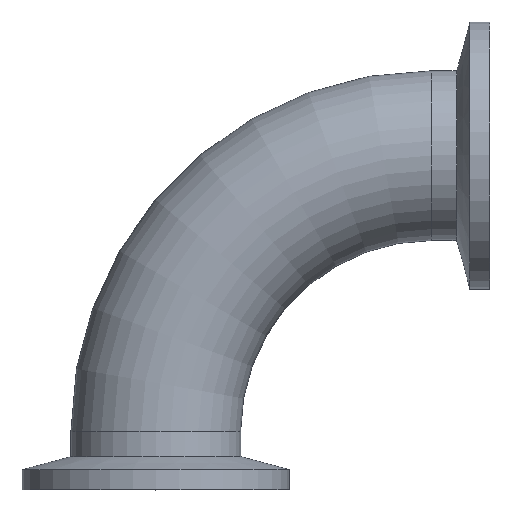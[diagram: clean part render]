
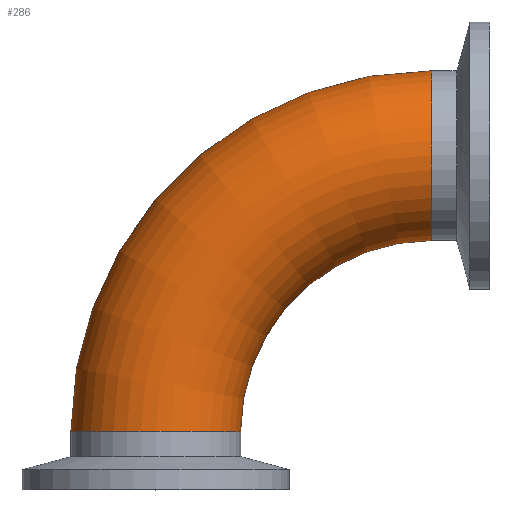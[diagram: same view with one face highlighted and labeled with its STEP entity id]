
A CAD part, top view. The second image highlights one B-rep face of the part: STEP entity #286.
In plain terms, the highlighted toroidal (fillet/blend) face has major radius 41.3 mm and minor radius 12.7 mm.
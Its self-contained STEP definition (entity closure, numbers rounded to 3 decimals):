
#43=TOROIDAL_SURFACE('',#366,41.3,12.7);
#48=FACE_OUTER_BOUND('',#64,.T.);
#64=EDGE_LOOP('',(#217,#218,#219,#220,#221,#222));
#107=CIRCLE('',#364,12.7);
#108=CIRCLE('',#365,12.7);
#109=CIRCLE('',#367,28.6);
#110=CIRCLE('',#368,12.7);
#111=CIRCLE('',#369,12.7);
#136=VERTEX_POINT('',#538);
#137=VERTEX_POINT('',#540);
#138=VERTEX_POINT('',#544);
#139=VERTEX_POINT('',#546);
#168=EDGE_CURVE('',#136,#137,#107,.T.);
#169=EDGE_CURVE('',#137,#136,#108,.T.);
#170=EDGE_CURVE('',#137,#138,#109,.T.);
#171=EDGE_CURVE('',#138,#139,#110,.T.);
#172=EDGE_CURVE('',#139,#138,#111,.T.);
#217=ORIENTED_EDGE('',*,*,#168,.F.);
#218=ORIENTED_EDGE('',*,*,#169,.F.);
#219=ORIENTED_EDGE('',*,*,#170,.T.);
#220=ORIENTED_EDGE('',*,*,#171,.T.);
#221=ORIENTED_EDGE('',*,*,#172,.T.);
#222=ORIENTED_EDGE('',*,*,#170,.F.);
#286=ADVANCED_FACE('',(#48),#43,.T.);
#364=AXIS2_PLACEMENT_3D('',#541,#433,#434);
#365=AXIS2_PLACEMENT_3D('',#542,#435,#436);
#366=AXIS2_PLACEMENT_3D('',#543,#437,#438);
#367=AXIS2_PLACEMENT_3D('',#545,#439,#440);
#368=AXIS2_PLACEMENT_3D('',#547,#441,#442);
#369=AXIS2_PLACEMENT_3D('',#548,#443,#444);
#433=DIRECTION('center_axis',(1.,0.,0.));
#434=DIRECTION('ref_axis',(0.,-1.,0.));
#435=DIRECTION('center_axis',(1.,0.,0.));
#436=DIRECTION('ref_axis',(0.,-1.,0.));
#437=DIRECTION('center_axis',(0.,0.,-1.));
#438=DIRECTION('ref_axis',(-1.,0.,0.));
#439=DIRECTION('center_axis',(0.,0.,1.));
#440=DIRECTION('ref_axis',(-1.,0.,0.));
#441=DIRECTION('center_axis',(0.,1.,0.));
#442=DIRECTION('ref_axis',(1.,0.,0.));
#443=DIRECTION('center_axis',(0.,1.,0.));
#444=DIRECTION('ref_axis',(1.,0.,0.));
#538=CARTESIAN_POINT('',(-8.7,62.7,0.));
#540=CARTESIAN_POINT('',(-8.7,37.3,0.));
#541=CARTESIAN_POINT('Origin',(-8.7,50.,0.));
#542=CARTESIAN_POINT('Origin',(-8.7,50.,0.));
#543=CARTESIAN_POINT('Origin',(-8.7,8.7,0.));
#544=CARTESIAN_POINT('',(-37.3,8.7,0.));
#545=CARTESIAN_POINT('Origin',(-8.7,8.7,0.));
#546=CARTESIAN_POINT('',(-62.7,8.7,0.));
#547=CARTESIAN_POINT('Origin',(-50.,8.7,0.));
#548=CARTESIAN_POINT('Origin',(-50.,8.7,0.));
